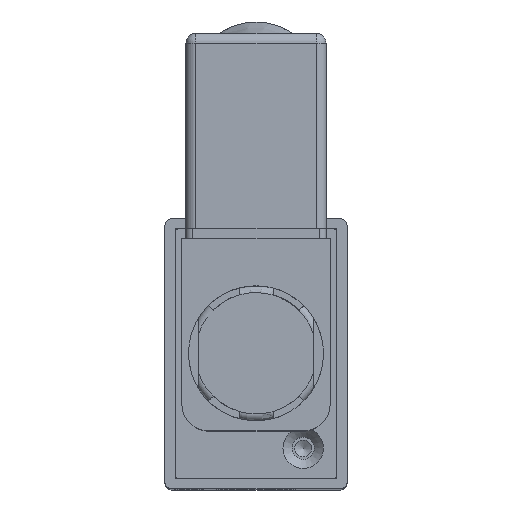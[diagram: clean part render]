
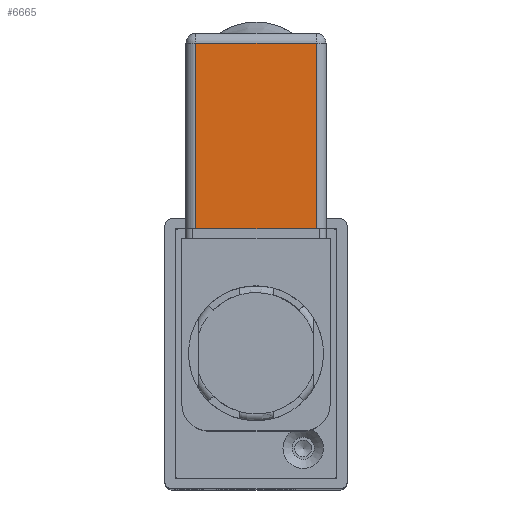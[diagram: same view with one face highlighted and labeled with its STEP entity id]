
A CAD part, top view. The second image highlights one B-rep face of the part: STEP entity #6665.
In plain terms, the highlighted face is planar.
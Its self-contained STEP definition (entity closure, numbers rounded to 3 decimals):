
#238=PLANE('',#7461);
#757=FACE_OUTER_BOUND('',#1183,.T.);
#1183=EDGE_LOOP('',(#5454,#5455,#5456,#5457));
#2073=LINE('',#12027,#2576);
#2074=LINE('',#12029,#2577);
#2075=LINE('',#12031,#2578);
#2076=LINE('',#12032,#2579);
#2576=VECTOR('',#8930,1000.);
#2577=VECTOR('',#8931,1000.);
#2578=VECTOR('',#8932,1000.);
#2579=VECTOR('',#8933,1000.);
#3193=VERTEX_POINT('',#12025);
#3194=VERTEX_POINT('',#12026);
#3195=VERTEX_POINT('',#12028);
#3196=VERTEX_POINT('',#12030);
#4006=EDGE_CURVE('',#3193,#3194,#2073,.T.);
#4007=EDGE_CURVE('',#3194,#3195,#2074,.T.);
#4008=EDGE_CURVE('',#3195,#3196,#2075,.T.);
#4009=EDGE_CURVE('',#3196,#3193,#2076,.T.);
#5454=ORIENTED_EDGE('',*,*,#4006,.T.);
#5455=ORIENTED_EDGE('',*,*,#4007,.T.);
#5456=ORIENTED_EDGE('',*,*,#4008,.T.);
#5457=ORIENTED_EDGE('',*,*,#4009,.T.);
#6665=ADVANCED_FACE('',(#757),#238,.F.);
#7461=AXIS2_PLACEMENT_3D('',#12024,#8928,#8929);
#8928=DIRECTION('center_axis',(-1.,0.,0.));
#8929=DIRECTION('ref_axis',(0.,-1.,0.));
#8930=DIRECTION('',(0.,0.,-1.));
#8931=DIRECTION('',(0.,1.,0.));
#8932=DIRECTION('',(0.,0.,1.));
#8933=DIRECTION('',(0.,-1.,0.));
#12024=CARTESIAN_POINT('Origin',(14.4,14.5,20.8));
#12025=CARTESIAN_POINT('',(14.4,-14.5,19.3));
#12026=CARTESIAN_POINT('',(14.4,-14.5,1.5));
#12027=CARTESIAN_POINT('',(14.4,-14.5,20.8));
#12028=CARTESIAN_POINT('',(14.4,13.,1.5));
#12029=CARTESIAN_POINT('',(14.4,14.5,1.5));
#12030=CARTESIAN_POINT('',(14.4,13.,19.3));
#12031=CARTESIAN_POINT('',(14.4,13.,20.8));
#12032=CARTESIAN_POINT('',(14.4,-14.5,19.3));
